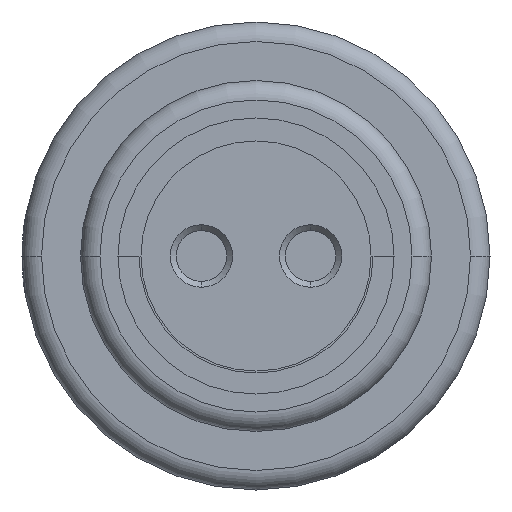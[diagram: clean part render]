
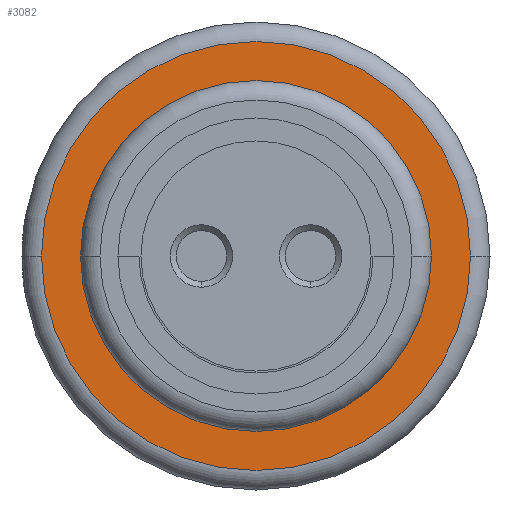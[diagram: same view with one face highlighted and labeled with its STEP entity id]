
A CAD part, left-side view. The second image highlights one B-rep face of the part: STEP entity #3082.
In plain terms, the highlighted planar face has unit normal (-1, 0, 0).
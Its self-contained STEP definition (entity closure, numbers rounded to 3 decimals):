
#971=CARTESIAN_POINT('',(-2.4,0.,0.));
#972=DIRECTION('',(-1.,0.,0.));
#973=DIRECTION('',(0.,-1.,0.));
#974=AXIS2_PLACEMENT_3D('',#971,#972,#973);
#979=CARTESIAN_POINT('',(-2.4,0.,0.));
#980=DIRECTION('',(-1.,0.,0.));
#981=DIRECTION('',(0.,1.,0.));
#982=AXIS2_PLACEMENT_3D('',#979,#980,#981);
#995=CARTESIAN_POINT('',(-2.4,0.,0.));
#996=DIRECTION('',(1.,0.,0.));
#997=DIRECTION('',(0.,1.,0.));
#998=AXIS2_PLACEMENT_3D('',#995,#996,#997);
#1366=CARTESIAN_POINT('',(-2.4,0.,0.));
#1367=DIRECTION('',(-1.,0.,0.));
#1368=DIRECTION('',(0.,1.,0.));
#1369=AXIS2_PLACEMENT_3D('',#1366,#1367,#1368);
#1849=CARTESIAN_POINT('',(-2.4,4.5,0.));
#1850=CARTESIAN_POINT('',(-2.4,-4.5,0.));
#1851=VERTEX_POINT('',#1849);
#1852=VERTEX_POINT('',#1850);
#1913=CARTESIAN_POINT('',(-2.4,-5.5,0.));
#1914=CARTESIAN_POINT('',(-2.4,5.5,0.));
#1915=VERTEX_POINT('',#1913);
#1916=VERTEX_POINT('',#1914);
#3066=CARTESIAN_POINT('',(-2.4,0.,0.));
#3067=DIRECTION('',(1.,0.,0.));
#3068=DIRECTION('',(0.,-1.,0.));
#3069=AXIS2_PLACEMENT_3D('',#3066,#3067,#3068);
#3070=PLANE('',#3069);
#3072=ORIENTED_EDGE('',*,*,#3071,.F.);
#3073=ORIENTED_EDGE('',*,*,#3056,.F.);
#3074=EDGE_LOOP('',(#3072,#3073));
#3075=FACE_OUTER_BOUND('',#3074,.F.);
#3077=ORIENTED_EDGE('',*,*,#3076,.F.);
#3079=ORIENTED_EDGE('',*,*,#3078,.T.);
#3080=EDGE_LOOP('',(#3077,#3079));
#3081=FACE_BOUND('',#3080,.F.);
#975=CIRCLE('',#974,5.5);
#983=CIRCLE('',#982,5.5);
#999=CIRCLE('',#998,4.5);
#1370=CIRCLE('',#1369,4.5);
#3056=EDGE_CURVE('',#1916,#1915,#983,.T.);
#3071=EDGE_CURVE('',#1915,#1916,#975,.T.);
#3076=EDGE_CURVE('',#1851,#1852,#999,.T.);
#3078=EDGE_CURVE('',#1851,#1852,#1370,.T.);
#3082=ADVANCED_FACE('',(#3075,#3081),#3070,.F.);
